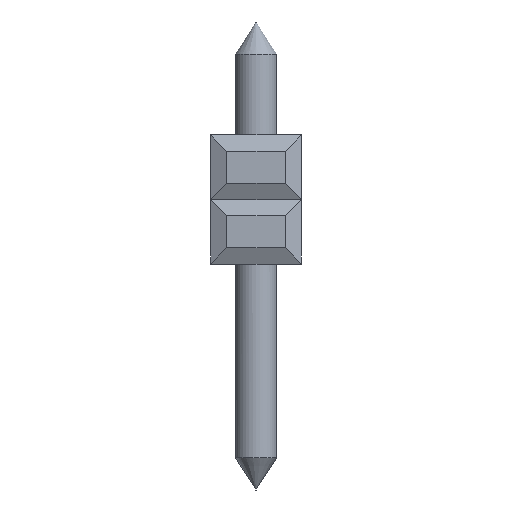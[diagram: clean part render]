
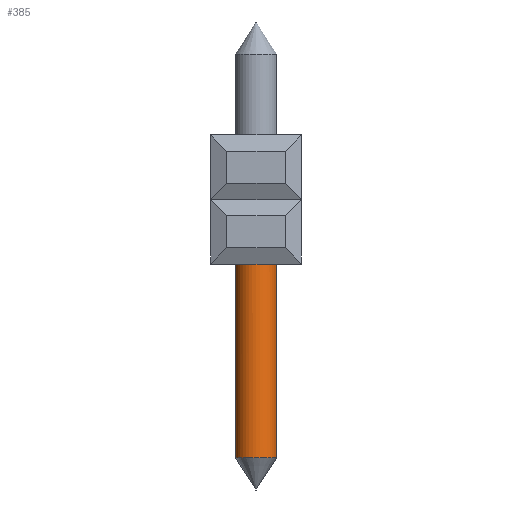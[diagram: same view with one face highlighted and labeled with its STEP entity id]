
A CAD part, left-side view. The second image highlights one B-rep face of the part: STEP entity #385.
In plain terms, the highlighted cylindrical face has radius 0.65 mm (diameter 1.3 mm), a full revolution.
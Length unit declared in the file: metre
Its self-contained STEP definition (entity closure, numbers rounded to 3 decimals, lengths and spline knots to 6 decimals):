
#385=ADVANCED_FACE('',(#1077,#1078),#1079,.T.);
#1077=FACE_OUTER_BOUND('',#2146,.T.);
#1078=FACE_OUTER_BOUND('',#2147,.T.);
#1079=CYLINDRICAL_SURFACE('',#2148,0.00065);
#2146=EDGE_LOOP('',(#3326));
#2147=EDGE_LOOP('',(#3327));
#2148=AXIS2_PLACEMENT_3D('',#3328,#3329,#3330);
#3326=ORIENTED_EDGE('',*,*,#6089,.F.);
#3327=ORIENTED_EDGE('',*,*,#6090,.F.);
#3328=CARTESIAN_POINT('',(0.06565,-0.03326,0.0005));
#3329=DIRECTION('',(0.0,0.,-1.0));
#3330=DIRECTION('',(-1.0,0.0,0.0));
#6089=EDGE_CURVE('',#7268,#7268,#7269,.T.);
#6090=EDGE_CURVE('',#7270,#7270,#7271,.T.);
#7268=VERTEX_POINT('',#8893);
#7269=CIRCLE('',#8894,0.00065);
#7270=VERTEX_POINT('',#8895);
#7271=CIRCLE('',#8896,0.00065);
#8893=CARTESIAN_POINT('',(0.06565,-0.03391,-0.0038));
#8894=AXIS2_PLACEMENT_3D('',#10938,#10939,#10940);
#8895=CARTESIAN_POINT('',(0.06604,-0.03274,-0.01));
#8896=AXIS2_PLACEMENT_3D('',#10941,#10942,#10943);
#10938=CARTESIAN_POINT('',(0.06565,-0.03326,-0.0038));
#10939=DIRECTION('',(0.0,0.,1.0));
#10940=DIRECTION('',(0.0,-1.0,0.));
#10941=CARTESIAN_POINT('',(0.06565,-0.03326,-0.01));
#10942=DIRECTION('',(0.,0.,-1.0));
#10943=DIRECTION('',(0.6,0.8,0.));
